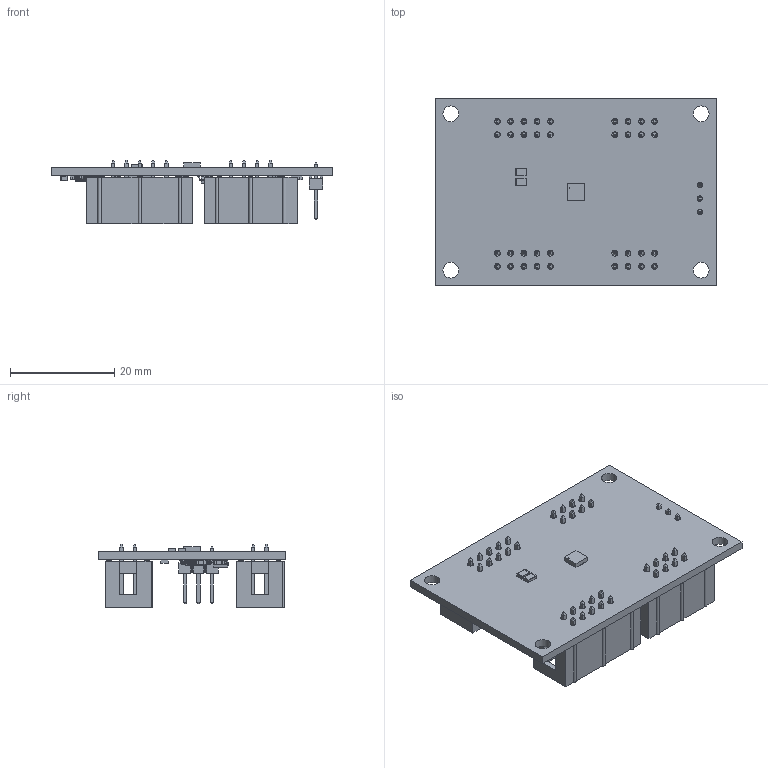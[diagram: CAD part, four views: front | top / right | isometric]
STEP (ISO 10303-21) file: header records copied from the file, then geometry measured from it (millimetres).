
FILE_DESCRIPTION(('Open CASCADE Model'),'2;1');
FILE_NAME('Open CASCADE Shape Model','2024-03-23T20:29:55',('Author'),( 'Open CASCADE'),'Open CASCADE STEP processor 7.5','Open CASCADE 7.5' ,'Unknown');
FILE_SCHEMA(('AUTOMOTIVE_DESIGN { 1 0 10303 214 1 1 1 1 }'));
Length unit declared in the file: millimetre
Products named in the file (78): PCB; Board; Open CASCADE STEP translator 7.5 1.1.1; P1; 61201021621; 6120xx21621_PIN; U2; 6683774016; Extruded; R8; 6683773296; 6683773136; R7; R6; P5; TSW-103-07-X-S; D3; Diode_Wurth_Electronics_150080SS75000_eec; base; cover; housing; marking; base_2; Mark2; D2; D1; C4; Cap_KEMET_C0805C472J3HAC_eec; U4; IC_Microchip_MIC7300YM5-TR_eec; IC_BODY; IC_LEG; circle; IC_LEG_MIR1; Microchip logo; R5; 6684373536; 6684373376; R4; R3 ...
Assembly tree (139 placements, depth 5):
  PCB
    Board
      Open CASCADE STEP translator 7.5 1.1.1
    P1
      61201021621
        6120xx21621_PIN  x10
        61201021621
    U2
      6683774016
        Extruded
    R8
      6683773296
        Extruded
      6683773136  x2
        Extruded
    R7
      6683773296
        Extruded
      6683773136  x2
        Extruded
    R6
      6683773296
        Extruded
      6683773136  x2
        Extruded
    P5
      TSW-103-07-X-S
    D3
      Diode_Wurth_Electronics_150080SS75000_eec
        base
        cover
        housing
        marking  x2
        base_2
        Mark2
    D2
      Diode_Wurth_Electronics_150080SS75000_eec
        base
        cover
        housing
        marking  x2
        base_2
        Mark2
    D1
      Diode_Wurth_Electronics_150080SS75000_eec
        base
        cover
        housing
        marking  x2
        base_2
        Mark2
    C4
      Cap_KEMET_C0805C472J3HAC_eec
      Cap_KEMET_C0805C472J3HAC_eec
      Cap_KEMET_C0805C472J3HAC_eec
    U4
      IC_Microchip_MIC7300YM5-TR_eec
        IC_BODY
        IC_LEG  x3
        circle
Bounding box: 54 x 36 x 12.1 mm (x, y, z)
Volume: 6061.8 mm3; surface area: 10381.9 mm2
Topology: 155 solids, 155 shells, 2696 faces, 8484 edges, 8139 vertices
Faces by surface type: plane 1917, bspline 363, cylinder 340, sphere 76
Full cylindrical faces by diameter (mm): 0.155 x1, 0.4 x1, 0.85 x24, 1.02 x3, 1.1 x36, 3 x4
Entity records: 41866 total; most frequent: CARTESIAN_POINT 10156, ORIENTED_EDGE 5172, DIRECTION 4738, EDGE_CURVE 2586, LINE 1880, VECTOR 1880, VERTEX_POINT 1635, AXIS2_PLACEMENT_3D 1429
